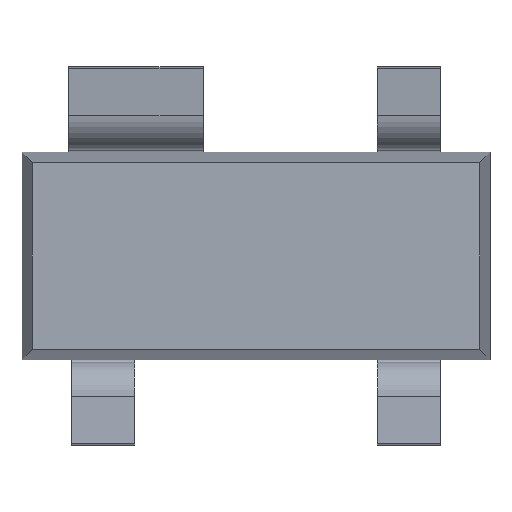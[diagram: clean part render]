
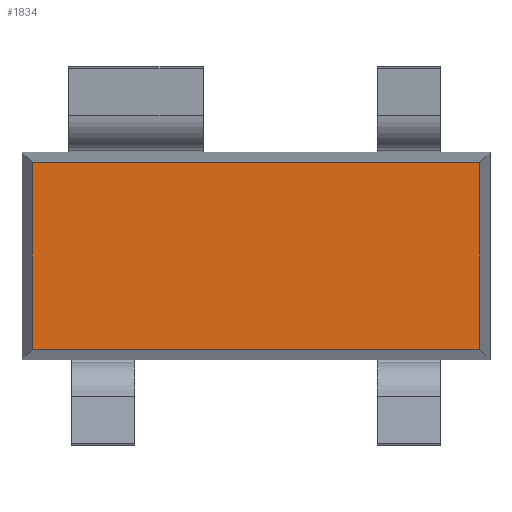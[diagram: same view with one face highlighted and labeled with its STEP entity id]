
A CAD part, front view. The second image highlights one B-rep face of the part: STEP entity #1834.
In plain terms, the highlighted planar face has unit normal (0, -1, 0).
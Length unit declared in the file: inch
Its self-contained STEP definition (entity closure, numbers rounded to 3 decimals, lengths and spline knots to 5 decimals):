
#6 = LINE ( 'NONE', #1356, #695 ) ;
#23 = EDGE_LOOP ( 'NONE', ( #1548, #1392, #1801, #1867 ) ) ;
#49 = AXIS2_PLACEMENT_3D ( 'NONE', #1760, #607, #754 ) ;
#162 = CARTESIAN_POINT ( 'NONE',  ( 0.05494, -0.021, 0.02294 ) ) ;
#203 = VECTOR ( 'NONE', #371, 39.37008 ) ;
#371 = DIRECTION ( 'NONE',  ( -1., 0., 0. ) ) ;
#400 = VERTEX_POINT ( 'NONE', #1730 ) ;
#410 = VERTEX_POINT ( 'NONE', #1888 ) ;
#443 = DIRECTION ( 'NONE',  ( 0., 0., -1. ) ) ;
#486 = DIRECTION ( 'NONE',  ( 0., 0., 1. ) ) ;
#515 = VERTEX_POINT ( 'NONE', #162 ) ;
#517 = EDGE_CURVE ( 'NONE', #515, #400, #1525, .T. ) ;
#535 = EDGE_CURVE ( 'NONE', #1827, #515, #1697, .T. ) ;
#589 = LINE ( 'NONE', #1522, #203 ) ;
#593 = CARTESIAN_POINT ( 'NONE',  ( -0.0575, -0.021, 0.02294 ) ) ;
#607 = DIRECTION ( 'NONE',  ( 0., -1., 0. ) ) ;
#695 = VECTOR ( 'NONE', #486, 39.37008 ) ;
#745 = CARTESIAN_POINT ( 'NONE',  ( -0.05494, -0.021, 0.02294 ) ) ;
#749 = DIRECTION ( 'NONE',  ( 1., 0., 0. ) ) ;
#754 = DIRECTION ( 'NONE',  ( 0., 0., 1. ) ) ;
#768 = EDGE_CURVE ( 'NONE', #400, #410, #589, .T. ) ;
#1045 = FACE_OUTER_BOUND ( 'NONE', #23, .T. ) ;
#1356 = CARTESIAN_POINT ( 'NONE',  ( -0.05494, -0.021, -0.0255 ) ) ;
#1390 = VECTOR ( 'NONE', #749, 39.37008 ) ;
#1392 = ORIENTED_EDGE ( 'NONE', *, *, #768, .F. ) ;
#1473 = EDGE_CURVE ( 'NONE', #410, #1827, #6, .T. ) ;
#1522 = CARTESIAN_POINT ( 'NONE',  ( 0.0575, -0.021, -0.02294 ) ) ;
#1525 = LINE ( 'NONE', #1620, #1596 ) ;
#1548 = ORIENTED_EDGE ( 'NONE', *, *, #1473, .F. ) ;
#1596 = VECTOR ( 'NONE', #443, 39.37008 ) ;
#1614 = PLANE ( 'NONE',  #49 ) ;
#1620 = CARTESIAN_POINT ( 'NONE',  ( 0.05494, -0.021, 0.0255 ) ) ;
#1697 = LINE ( 'NONE', #593, #1390 ) ;
#1730 = CARTESIAN_POINT ( 'NONE',  ( 0.05494, -0.021, -0.02294 ) ) ;
#1760 = CARTESIAN_POINT ( 'NONE',  ( 0., -0.021, 0. ) ) ;
#1801 = ORIENTED_EDGE ( 'NONE', *, *, #517, .F. ) ;
#1827 = VERTEX_POINT ( 'NONE', #745 ) ;
#1834 = ADVANCED_FACE ( 'NONE', ( #1045 ), #1614, .T. ) ;
#1867 = ORIENTED_EDGE ( 'NONE', *, *, #535, .F. ) ;
#1888 = CARTESIAN_POINT ( 'NONE',  ( -0.05494, -0.021, -0.02294 ) ) ;
